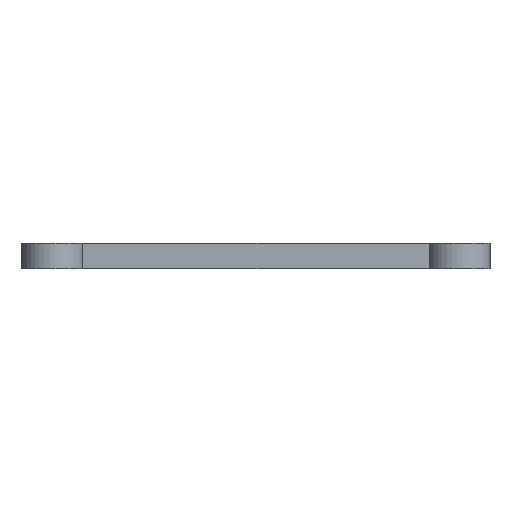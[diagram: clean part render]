
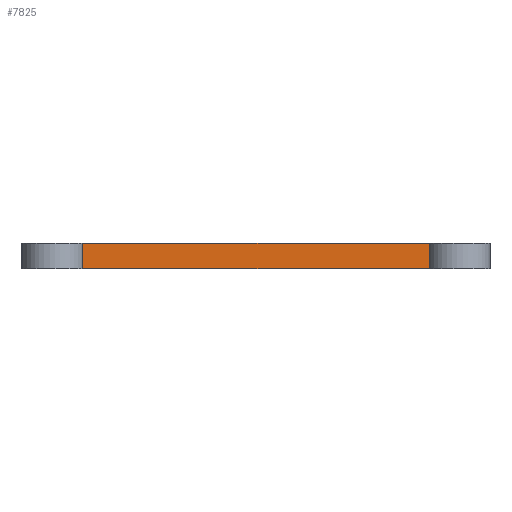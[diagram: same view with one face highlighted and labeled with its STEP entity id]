
A CAD part, left-side view. The second image highlights one B-rep face of the part: STEP entity #7825.
In plain terms, the highlighted planar face has unit normal (-1, 0, 0).
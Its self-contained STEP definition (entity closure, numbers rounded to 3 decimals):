
#1029=FACE_OUTER_BOUND('',#1484,.T.);
#1484=EDGE_LOOP('',(#7126,#7127,#7128,#7129));
#2206=LINE('',#14941,#2967);
#2245=LINE('',#15044,#3006);
#2246=LINE('',#15047,#3007);
#2247=LINE('',#15048,#3008);
#2967=VECTOR('',#9221,10.);
#3006=VECTOR('',#9324,10.);
#3007=VECTOR('',#9327,10.);
#3008=VECTOR('',#9328,10.);
#3738=VERTEX_POINT('',#14938);
#3739=VERTEX_POINT('',#14940);
#3771=VERTEX_POINT('',#15042);
#3772=VERTEX_POINT('',#15046);
#4849=EDGE_CURVE('',#3738,#3739,#2206,.T.);
#4898=EDGE_CURVE('',#3771,#3739,#2245,.T.);
#4899=EDGE_CURVE('',#3772,#3771,#2246,.T.);
#4900=EDGE_CURVE('',#3772,#3738,#2247,.T.);
#7126=ORIENTED_EDGE('',*,*,#4899,.T.);
#7127=ORIENTED_EDGE('',*,*,#4898,.T.);
#7128=ORIENTED_EDGE('',*,*,#4849,.F.);
#7129=ORIENTED_EDGE('',*,*,#4900,.F.);
#7412=PLANE('',#8088);
#7825=ADVANCED_FACE('',(#1029),#7412,.T.);
#8088=AXIS2_PLACEMENT_3D('',#15045,#9325,#9326);
#9221=DIRECTION('',(0.,-1.,0.));
#9324=DIRECTION('',(0.,0.,1.));
#9325=DIRECTION('center_axis',(-1.,0.,0.));
#9326=DIRECTION('ref_axis',(0.,-1.,0.));
#9327=DIRECTION('',(0.,-1.,0.));
#9328=DIRECTION('',(0.,0.,1.));
#14938=CARTESIAN_POINT('',(-2.992,-0.75,2.5));
#14940=CARTESIAN_POINT('',(-2.992,-34.25,2.5));
#14941=CARTESIAN_POINT('',(-2.992,-0.75,2.5));
#15042=CARTESIAN_POINT('',(-2.992,-34.25,0.));
#15044=CARTESIAN_POINT('',(-2.992,-34.25,0.));
#15045=CARTESIAN_POINT('Origin',(-2.992,-0.75,0.));
#15046=CARTESIAN_POINT('',(-2.992,-0.75,0.));
#15047=CARTESIAN_POINT('',(-2.992,-0.75,0.));
#15048=CARTESIAN_POINT('',(-2.992,-0.75,0.));
